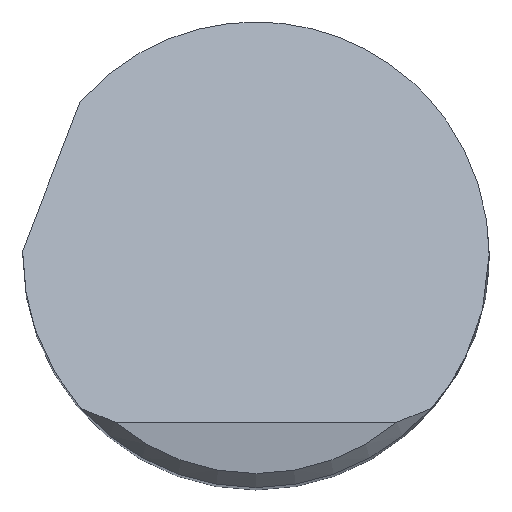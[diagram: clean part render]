
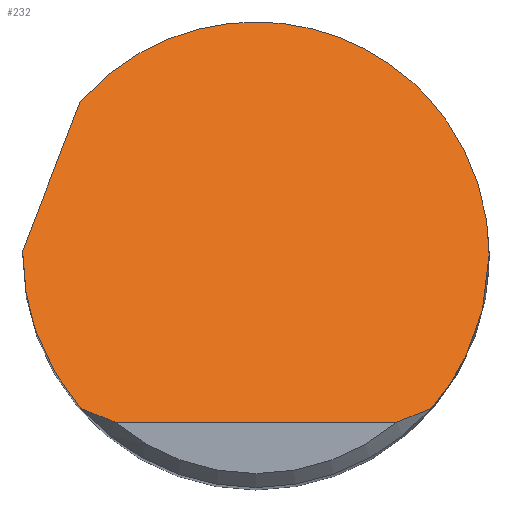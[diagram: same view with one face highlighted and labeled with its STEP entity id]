
A CAD part, top view. The second image highlights one B-rep face of the part: STEP entity #232.
In plain terms, the highlighted planar face has unit normal (0, 0.707, 0.707).
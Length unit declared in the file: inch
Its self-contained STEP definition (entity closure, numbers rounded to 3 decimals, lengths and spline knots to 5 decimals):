
#1 = VECTOR ( 'NONE', #17, 39.37008 ) ;
#14 = CARTESIAN_POINT ( 'NONE',  ( -0.31638, -0.1672, 2.4872 ) ) ;
#17 = DIRECTION ( 'NONE',  ( 0.263, 0.682, -0.682 ) ) ;
#24 = EDGE_CURVE ( 'NONE', #721, #500, #238, .T. ) ;
#27 = CARTESIAN_POINT ( 'NONE',  ( -0.16367, -0.17542, 2.49542 ) ) ;
#37 = CARTESIAN_POINT ( 'NONE',  ( -0.22834, -0.11887, 2.43887 ) ) ;
#43 = LINE ( 'NONE', #445, #73 ) ;
#70 = PLANE ( 'NONE',  #778 ) ;
#73 = VECTOR ( 'NONE', #709, 39.37008 ) ;
#79 = VERTEX_POINT ( 'NONE', #487 ) ;
#88 = CARTESIAN_POINT ( 'NONE',  ( -0.25, -0.06141, 2.38141 ) ) ;
#139 = EDGE_CURVE ( 'NONE', #721, #403, #619, .T. ) ;
#155 = DIRECTION ( 'NONE',  ( 0., -0.707, -0.707 ) ) ;
#163 = CARTESIAN_POINT ( 'NONE',  ( -0.24995, 0.005, 2.315 ) ) ;
#166 = ORIENTED_EDGE ( 'NONE', *, *, #324, .F. ) ;
#173 = CARTESIAN_POINT ( 'NONE',  ( -0.24998, 0.00333, 2.31667 ) ) ;
#174 =( BOUNDED_CURVE ( )  B_SPLINE_CURVE ( 3, ( #287, #294, #173, #163 ),
 .UNSPECIFIED., .F., .F. ) 
 B_SPLINE_CURVE_WITH_KNOTS ( ( 4, 4 ),
 ( 4.71239, 4.73239 ),
 .UNSPECIFIED. ) 
 CURVE ( )  GEOMETRIC_REPRESENTATION_ITEM ( )  RATIONAL_B_SPLINE_CURVE ( ( 1., 1., 1., 1. ) ) 
 REPRESENTATION_ITEM ( '' )  );
#182 = VERTEX_POINT ( 'NONE', #364 ) ;
#186 = EDGE_LOOP ( 'NONE', ( #222, #710, #166, #333, #521, #496, #304, #312 ) ) ;
#209 = CARTESIAN_POINT ( 'NONE',  ( -0.0078, 0.37177, 1.94823 ) ) ;
#222 = ORIENTED_EDGE ( 'NONE', *, *, #336, .T. ) ;
#225 = CARTESIAN_POINT ( 'NONE',  ( -0.17589, -0.1704, 2.4904 ) ) ;
#232 = ADVANCED_FACE ( 'NONE', ( #370 ), #70, .F. ) ;
#233 =( BOUNDED_CURVE ( )  B_SPLINE_CURVE ( 3, ( #542, #209, #633, #479 ),
 .UNSPECIFIED., .F., .F. ) 
 B_SPLINE_CURVE_WITH_KNOTS ( ( 4, 4 ),
 ( 5.42872, 7.85398 ),
 .UNSPECIFIED. ) 
 CURVE ( )  GEOMETRIC_REPRESENTATION_ITEM ( )  RATIONAL_B_SPLINE_CURVE ( ( 1., 0.567, 0.567, 1. ) ) 
 REPRESENTATION_ITEM ( '' )  );
#238 =( BOUNDED_CURVE ( )  B_SPLINE_CURVE ( 3, ( #751, #37, #88, #430 ),
 .UNSPECIFIED., .F., .F. ) 
 B_SPLINE_CURVE_WITH_KNOTS ( ( 4, 4 ),
 ( 3.99157, 4.71239 ),
 .UNSPECIFIED. ) 
 CURVE ( )  GEOMETRIC_REPRESENTATION_ITEM ( )  RATIONAL_B_SPLINE_CURVE ( ( 1., 0.957, 0.957, 1. ) ) 
 REPRESENTATION_ITEM ( '' )  );
#239 = CARTESIAN_POINT ( 'NONE',  ( 0.22834, -0.11887, 2.43887 ) ) ;
#275 = CARTESIAN_POINT ( 'NONE',  ( 0.15108, -0.18, 2.5 ) ) ;
#281 = CARTESIAN_POINT ( 'NONE',  ( -0.15108, -0.18, 2.5 ) ) ;
#287 = CARTESIAN_POINT ( 'NONE',  ( -0.25, 0., 2.32 ) ) ;
#294 = CARTESIAN_POINT ( 'NONE',  ( -0.25, 0.00167, 2.31833 ) ) ;
#296 = CARTESIAN_POINT ( 'NONE',  ( 0.18782, -0.165, 2.485 ) ) ;
#304 = ORIENTED_EDGE ( 'NONE', *, *, #24, .F. ) ;
#310 = B_SPLINE_CURVE_WITH_KNOTS ( 'NONE', 3,
 ( #275, #794, #743, #749 ),
 .UNSPECIFIED., .F., .F.,
 ( 4, 4 ),
 ( 0., 0.00108 ),
 .UNSPECIFIED. ) ;
#312 = ORIENTED_EDGE ( 'NONE', *, *, #139, .T. ) ;
#324 = EDGE_CURVE ( 'NONE', #599, #182, #533, .T. ) ;
#333 = ORIENTED_EDGE ( 'NONE', *, *, #540, .F. ) ;
#336 = EDGE_CURVE ( 'NONE', #403, #504, #43, .T. ) ;
#364 = CARTESIAN_POINT ( 'NONE',  ( 0.18782, -0.165, 2.485 ) ) ;
#370 = FACE_OUTER_BOUND ( 'NONE', #186, .T. ) ;
#381 = LINE ( 'NONE', #14, #1 ) ;
#403 = VERTEX_POINT ( 'NONE', #705 ) ;
#404 = VERTEX_POINT ( 'NONE', #823 ) ;
#430 = CARTESIAN_POINT ( 'NONE',  ( -0.25, 0., 2.32 ) ) ;
#436 = CARTESIAN_POINT ( 'NONE',  ( -0.18782, -0.165, 2.485 ) ) ;
#445 = CARTESIAN_POINT ( 'NONE',  ( 0., -0.18, 2.5 ) ) ;
#447 = EDGE_CURVE ( 'NONE', #404, #79, #381, .T. ) ;
#456 = CARTESIAN_POINT ( 'NONE',  ( 0.25, 0., 2.32 ) ) ;
#479 = CARTESIAN_POINT ( 'NONE',  ( 0.25, 0., 2.32 ) ) ;
#487 = CARTESIAN_POINT ( 'NONE',  ( -0.18855, 0.16416, 2.15584 ) ) ;
#496 = ORIENTED_EDGE ( 'NONE', *, *, #663, .F. ) ;
#500 = VERTEX_POINT ( 'NONE', #608 ) ;
#504 = VERTEX_POINT ( 'NONE', #538 ) ;
#521 = ORIENTED_EDGE ( 'NONE', *, *, #447, .F. ) ;
#533 =( BOUNDED_CURVE ( )  B_SPLINE_CURVE ( 3, ( #568, #645, #239, #296 ),
 .UNSPECIFIED., .F., .F. ) 
 B_SPLINE_CURVE_WITH_KNOTS ( ( 4, 4 ),
 ( 1.5708, 2.29162 ),
 .UNSPECIFIED. ) 
 CURVE ( )  GEOMETRIC_REPRESENTATION_ITEM ( )  RATIONAL_B_SPLINE_CURVE ( ( 1., 0.957, 0.957, 1. ) ) 
 REPRESENTATION_ITEM ( '' )  );
#538 = CARTESIAN_POINT ( 'NONE',  ( 0.15108, -0.18, 2.5 ) ) ;
#540 = EDGE_CURVE ( 'NONE', #79, #599, #233, .T. ) ;
#542 = CARTESIAN_POINT ( 'NONE',  ( -0.18855, 0.16416, 2.15584 ) ) ;
#568 = CARTESIAN_POINT ( 'NONE',  ( 0.25, 0., 2.32 ) ) ;
#599 = VERTEX_POINT ( 'NONE', #456 ) ;
#608 = CARTESIAN_POINT ( 'NONE',  ( -0.25, 0., 2.32 ) ) ;
#610 = CARTESIAN_POINT ( 'NONE',  ( -0.18782, -0.165, 2.485 ) ) ;
#619 = B_SPLINE_CURVE_WITH_KNOTS ( 'NONE', 3,
 ( #610, #225, #27, #281 ),
 .UNSPECIFIED., .F., .F.,
 ( 4, 4 ),
 ( 0., 0.00108 ),
 .UNSPECIFIED. ) ;
#633 = CARTESIAN_POINT ( 'NONE',  ( 0.25, 0.27527, 2.04473 ) ) ;
#645 = CARTESIAN_POINT ( 'NONE',  ( 0.25, -0.06141, 2.38141 ) ) ;
#663 = EDGE_CURVE ( 'NONE', #500, #404, #174, .T. ) ;
#694 = DIRECTION ( 'NONE',  ( 0., 0.707, -0.707 ) ) ;
#705 = CARTESIAN_POINT ( 'NONE',  ( -0.15108, -0.18, 2.5 ) ) ;
#709 = DIRECTION ( 'NONE',  ( 1., 0., 0. ) ) ;
#710 = ORIENTED_EDGE ( 'NONE', *, *, #777, .T. ) ;
#721 = VERTEX_POINT ( 'NONE', #436 ) ;
#737 = CARTESIAN_POINT ( 'NONE',  ( -0.25, -0.18, 2.5 ) ) ;
#743 = CARTESIAN_POINT ( 'NONE',  ( 0.17589, -0.1704, 2.4904 ) ) ;
#749 = CARTESIAN_POINT ( 'NONE',  ( 0.18782, -0.165, 2.485 ) ) ;
#751 = CARTESIAN_POINT ( 'NONE',  ( -0.18782, -0.165, 2.485 ) ) ;
#777 = EDGE_CURVE ( 'NONE', #504, #182, #310, .T. ) ;
#778 = AXIS2_PLACEMENT_3D ( 'NONE', #737, #155, #694 ) ;
#794 = CARTESIAN_POINT ( 'NONE',  ( 0.16367, -0.17542, 2.49542 ) ) ;
#823 = CARTESIAN_POINT ( 'NONE',  ( -0.24995, 0.005, 2.315 ) ) ;
